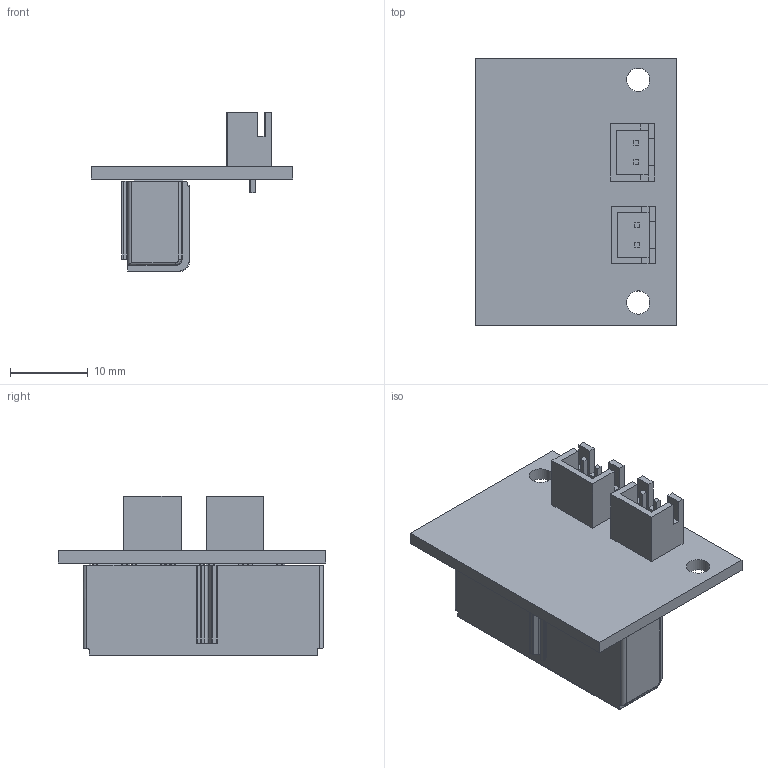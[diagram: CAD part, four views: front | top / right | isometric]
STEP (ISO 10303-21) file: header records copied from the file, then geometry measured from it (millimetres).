
FILE_DESCRIPTION(('Open CASCADE Model'),'2;1');
FILE_NAME('Open CASCADE Shape Model','2020-12-09T11:18:56',('Author'),( 'Open CASCADE'),'Open CASCADE STEP processor 6.8','Open CASCADE 6.8' ,'Unknown');
FILE_SCHEMA(('AUTOMOTIVE_DESIGN { 1 0 10303 214 1 1 1 1 }'));
Length unit declared in the file: millimetre
Products named in the file (1): PCB
Bounding box: 26.03 x 34.5 x 20.58 mm (x, y, z)
Volume: 4253.2 mm3; surface area: 5111.9 mm2
Topology: 4 solids, 4 shells, 472 faces, 1294 edges, 838 vertices
Faces by surface type: plane 298, cylinder 146, cone 12, bspline 10, torus 6
Full cylindrical faces by diameter (mm): 1 x4, 3 x2
Entity records: 15231 total; most frequent: CARTESIAN_POINT 2947, ORIENTED_EDGE 2588, DIRECTION 2522, EDGE_CURVE 1294, LINE 956, VECTOR 956, VERTEX_POINT 838, AXIS2_PLACEMENT_3D 783
